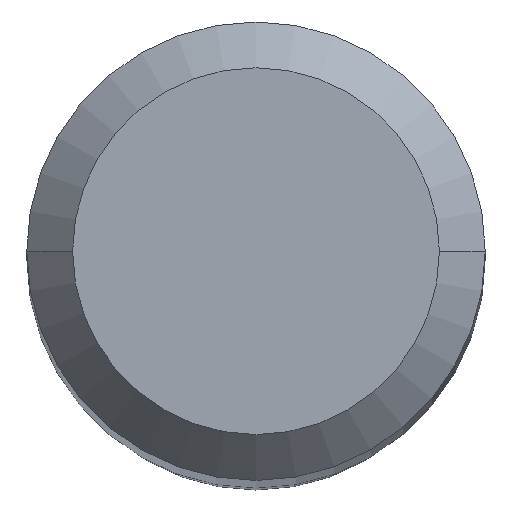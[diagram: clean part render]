
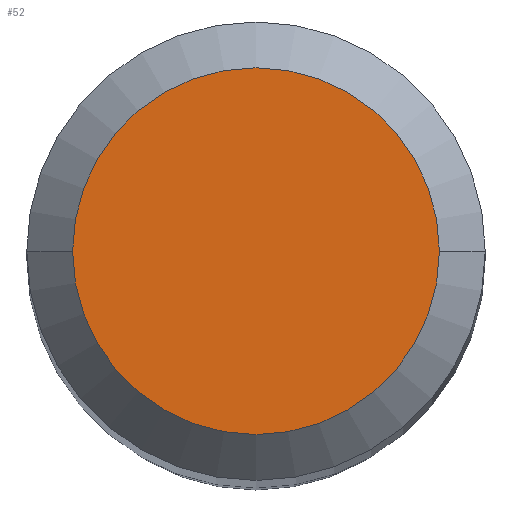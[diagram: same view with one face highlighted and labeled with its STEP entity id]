
A CAD part, top view. The second image highlights one B-rep face of the part: STEP entity #52.
In plain terms, the highlighted planar face has unit normal (0, 0, 1).
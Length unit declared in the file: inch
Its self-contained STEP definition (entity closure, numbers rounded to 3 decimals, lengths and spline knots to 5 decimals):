
#6 = EDGE_CURVE ( 'NONE', #246, #164, #54, .T. ) ;
#32 = DIRECTION ( 'NONE',  ( 1., 0., 0. ) ) ;
#35 = CARTESIAN_POINT ( 'NONE',  ( -0.063, 0., 0. ) ) ;
#52 = ADVANCED_FACE ( 'NONE', ( #99 ), #417, .F. ) ;
#54 = CIRCLE ( 'NONE', #415, 0.063 ) ;
#91 = CARTESIAN_POINT ( 'NONE',  ( 0., 0., 0. ) ) ;
#99 = FACE_OUTER_BOUND ( 'NONE', #143, .T. ) ;
#105 = CARTESIAN_POINT ( 'NONE',  ( 0., 0., 0. ) ) ;
#129 = AXIS2_PLACEMENT_3D ( 'NONE', #190, #151, #32 ) ;
#143 = EDGE_LOOP ( 'NONE', ( #457, #244 ) ) ;
#151 = DIRECTION ( 'NONE',  ( 0., 0., 1. ) ) ;
#164 = VERTEX_POINT ( 'NONE', #299 ) ;
#190 = CARTESIAN_POINT ( 'NONE',  ( 0., 0., 0. ) ) ;
#215 = DIRECTION ( 'NONE',  ( 0., 0., -1. ) ) ;
#227 = EDGE_CURVE ( 'NONE', #164, #246, #288, .T. ) ;
#244 = ORIENTED_EDGE ( 'NONE', *, *, #227, .T. ) ;
#246 = VERTEX_POINT ( 'NONE', #35 ) ;
#268 = DIRECTION ( 'NONE',  ( -1., 0., 0. ) ) ;
#288 = CIRCLE ( 'NONE', #129, 0.063 ) ;
#299 = CARTESIAN_POINT ( 'NONE',  ( 0.063, 0., 0. ) ) ;
#317 = AXIS2_PLACEMENT_3D ( 'NONE', #105, #215, #268 ) ;
#333 = DIRECTION ( 'NONE',  ( 0., 0., 1. ) ) ;
#374 = DIRECTION ( 'NONE',  ( 1., 0., 0. ) ) ;
#415 = AXIS2_PLACEMENT_3D ( 'NONE', #91, #333, #374 ) ;
#417 = PLANE ( 'NONE',  #317 ) ;
#457 = ORIENTED_EDGE ( 'NONE', *, *, #6, .T. ) ;
